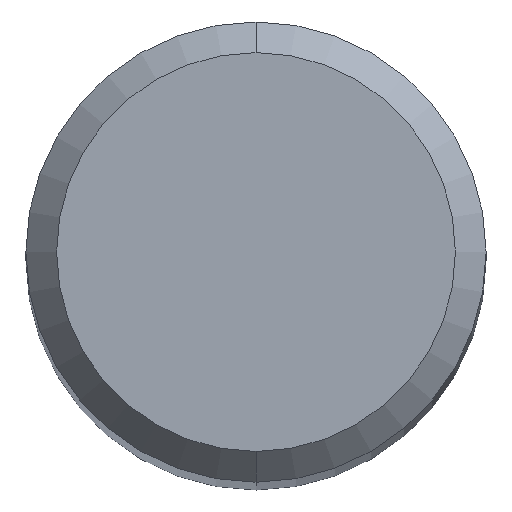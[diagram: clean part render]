
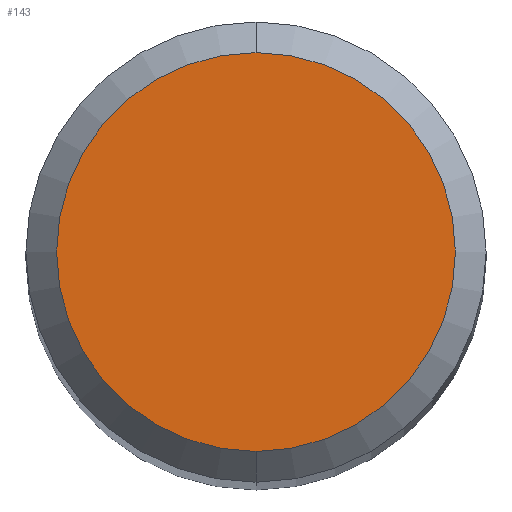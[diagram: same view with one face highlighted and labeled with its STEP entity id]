
A CAD part, top view. The second image highlights one B-rep face of the part: STEP entity #143.
In plain terms, the highlighted planar face has unit normal (0, 0, 1).
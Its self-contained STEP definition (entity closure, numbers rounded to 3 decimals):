
#129=VERTEX_POINT('',#276);
#143=ADVANCED_FACE('',(#293),#294,.T.);
#151=EDGE_CURVE('',#159,#129,#303,.T.);
#153=EDGE_CURVE('',#129,#159,#305,.T.);
#159=VERTEX_POINT('',#312);
#276=CARTESIAN_POINT('',(0.,-2.6,0.0));
#293=FACE_OUTER_BOUND('',#454,.T.);
#294=PLANE('',#455);
#303=CIRCLE('',#469,2.6);
#305=CIRCLE('',#472,2.6);
#312=CARTESIAN_POINT('',(0.0,2.6,0.0));
#454=EDGE_LOOP('',(#639,#640));
#455=AXIS2_PLACEMENT_3D('',#641,#642,#643);
#469=AXIS2_PLACEMENT_3D('',#654,#655,#656);
#472=AXIS2_PLACEMENT_3D('',#657,#658,#659);
#639=ORIENTED_EDGE('',*,*,#151,.F.);
#640=ORIENTED_EDGE('',*,*,#153,.F.);
#641=CARTESIAN_POINT('',(0.0,1.3,0.0));
#642=DIRECTION('',(-0.0,0.0,1.0));
#643=DIRECTION('',(0.0,-1.0,0.0));
#654=CARTESIAN_POINT('',(0.0,0.0,0.0));
#655=DIRECTION('',(0.0,0.0,-1.0));
#656=DIRECTION('',(0.0,1.0,0.0));
#657=CARTESIAN_POINT('',(0.0,0.0,0.0));
#658=DIRECTION('',(0.0,0.0,-1.0));
#659=DIRECTION('',(0.0,1.0,0.0));
